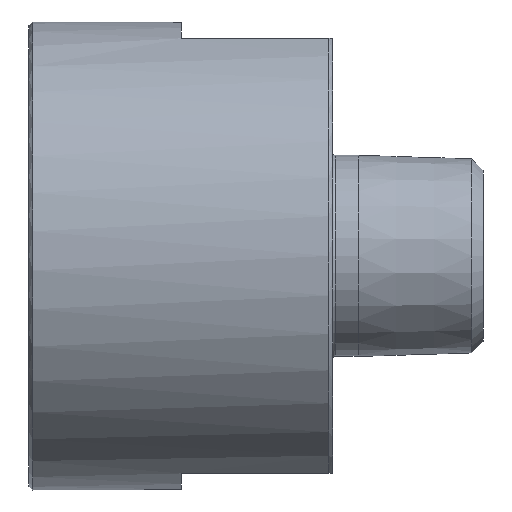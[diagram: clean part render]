
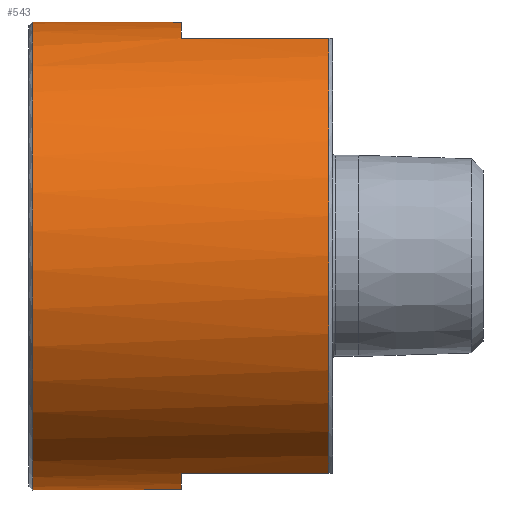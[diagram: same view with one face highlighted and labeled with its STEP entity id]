
A CAD part, front view. The second image highlights one B-rep face of the part: STEP entity #543.
In plain terms, the highlighted cylindrical face has radius 24.75 mm (diameter 49.5 mm), a full revolution.
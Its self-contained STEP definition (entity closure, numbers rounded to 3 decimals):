
#81 = CARTESIAN_POINT ( 'NONE',  ( 0.4, 0., 0. ) ) ;
#83 = FACE_OUTER_BOUND ( 'NONE', #12390, .T. ) ;
#243 = VERTEX_POINT ( 'NONE', #13911 ) ;
#247 = DIRECTION ( 'NONE',  ( -1., 0., 0. ) ) ;
#249 = CIRCLE ( 'NONE', #9947, 24.75 ) ;
#543 = ADVANCED_FACE ( 'NONE', ( #5571, #83 ), #1523, .T. ) ;
#633 = VERTEX_POINT ( 'NONE', #2907 ) ;
#676 = EDGE_CURVE ( 'NONE', #9038, #12595, #1797, .T. ) ;
#810 = AXIS2_PLACEMENT_3D ( 'NONE', #11111, #10099, #13351 ) ;
#838 = CARTESIAN_POINT ( 'NONE',  ( 16.09, 0., 0. ) ) ;
#1024 = ORIENTED_EDGE ( 'NONE', *, *, #1345, .T. ) ;
#1345 = EDGE_CURVE ( 'NONE', #243, #9038, #12800, .T. ) ;
#1523 = CYLINDRICAL_SURFACE ( 'NONE', #2859, 24.75 ) ;
#1706 = ORIENTED_EDGE ( 'NONE', *, *, #11927, .F. ) ;
#1797 = LINE ( 'NONE', #14078, #10896 ) ;
#1801 = AXIS2_PLACEMENT_3D ( 'NONE', #81, #5426, #9993 ) ;
#1821 = CARTESIAN_POINT ( 'NONE',  ( 31.69, 9.141, -23. ) ) ;
#1990 = CARTESIAN_POINT ( 'NONE',  ( 16.09, 9.141, -23. ) ) ;
#2277 = DIRECTION ( 'NONE',  ( 0., 0., 1. ) ) ;
#2351 = CARTESIAN_POINT ( 'NONE',  ( 0., 0., 0. ) ) ;
#2627 = ORIENTED_EDGE ( 'NONE', *, *, #676, .T. ) ;
#2682 = VERTEX_POINT ( 'NONE', #8987 ) ;
#2859 = AXIS2_PLACEMENT_3D ( 'NONE', #2351, #9176, #2277 ) ;
#2907 = CARTESIAN_POINT ( 'NONE',  ( 31.69, -9.141, 23. ) ) ;
#2976 = CIRCLE ( 'NONE', #1801, 24.75 ) ;
#3070 = CARTESIAN_POINT ( 'NONE',  ( 0.4, 0., -24.75 ) ) ;
#3334 = CARTESIAN_POINT ( 'NONE',  ( 0., 9.141, 23. ) ) ;
#3357 = EDGE_CURVE ( 'NONE', #2682, #633, #6575, .T. ) ;
#3497 = EDGE_LOOP ( 'NONE', ( #6743 ) ) ;
#3508 = DIRECTION ( 'NONE',  ( -1., 0., 0. ) ) ;
#4499 = EDGE_CURVE ( 'NONE', #7742, #7742, #2976, .T. ) ;
#4579 = VECTOR ( 'NONE', #247, 1000. ) ;
#4638 = DIRECTION ( 'NONE',  ( 0., 0., 1. ) ) ;
#5017 = CIRCLE ( 'NONE', #10570, 24.75 ) ;
#5034 = CARTESIAN_POINT ( 'NONE',  ( 16.09, 9.141, 23. ) ) ;
#5134 = ORIENTED_EDGE ( 'NONE', *, *, #7079, .T. ) ;
#5256 = EDGE_CURVE ( 'NONE', #633, #8908, #7036, .T. ) ;
#5426 = DIRECTION ( 'NONE',  ( 1., 0., 0. ) ) ;
#5545 = EDGE_CURVE ( 'NONE', #243, #10709, #5620, .T. ) ;
#5571 = FACE_OUTER_BOUND ( 'NONE', #3497, .T. ) ;
#5620 = LINE ( 'NONE', #3334, #9450 ) ;
#6344 = CARTESIAN_POINT ( 'NONE',  ( 0., -9.141, -23. ) ) ;
#6575 = CIRCLE ( 'NONE', #810, 24.75 ) ;
#6743 = ORIENTED_EDGE ( 'NONE', *, *, #4499, .T. ) ;
#7015 = ORIENTED_EDGE ( 'NONE', *, *, #5545, .F. ) ;
#7036 = LINE ( 'NONE', #13481, #4579 ) ;
#7079 = EDGE_CURVE ( 'NONE', #8908, #10709, #5017, .T. ) ;
#7346 = DIRECTION ( 'NONE',  ( -1., 0., 0. ) ) ;
#7509 = LINE ( 'NONE', #6344, #7611 ) ;
#7562 = DIRECTION ( 'NONE',  ( 0., 0., -1. ) ) ;
#7611 = VECTOR ( 'NONE', #10756, 1000. ) ;
#7742 = VERTEX_POINT ( 'NONE', #3070 ) ;
#8050 = CARTESIAN_POINT ( 'NONE',  ( 31.69, 0., 0. ) ) ;
#8908 = VERTEX_POINT ( 'NONE', #10725 ) ;
#8987 = CARTESIAN_POINT ( 'NONE',  ( 31.69, -9.141, -23. ) ) ;
#9038 = VERTEX_POINT ( 'NONE', #1821 ) ;
#9176 = DIRECTION ( 'NONE',  ( -1., 0., 0. ) ) ;
#9216 = CARTESIAN_POINT ( 'NONE',  ( 16.09, -9.141, -23. ) ) ;
#9450 = VECTOR ( 'NONE', #9972, 1000. ) ;
#9502 = VERTEX_POINT ( 'NONE', #9216 ) ;
#9727 = DIRECTION ( 'NONE',  ( -1., 0., 0. ) ) ;
#9798 = DIRECTION ( 'NONE',  ( 0., 0., -1. ) ) ;
#9947 = AXIS2_PLACEMENT_3D ( 'NONE', #10941, #9727, #9798 ) ;
#9972 = DIRECTION ( 'NONE',  ( -1., 0., 0. ) ) ;
#9993 = DIRECTION ( 'NONE',  ( 0., 0., -1. ) ) ;
#10023 = ORIENTED_EDGE ( 'NONE', *, *, #3357, .T. ) ;
#10099 = DIRECTION ( 'NONE',  ( -1., 0., 0. ) ) ;
#10570 = AXIS2_PLACEMENT_3D ( 'NONE', #838, #7346, #7562 ) ;
#10709 = VERTEX_POINT ( 'NONE', #5034 ) ;
#10725 = CARTESIAN_POINT ( 'NONE',  ( 16.09, -9.141, 23. ) ) ;
#10756 = DIRECTION ( 'NONE',  ( -1., 0., 0. ) ) ;
#10788 = ORIENTED_EDGE ( 'NONE', *, *, #13176, .T. ) ;
#10896 = VECTOR ( 'NONE', #11631, 1000. ) ;
#10941 = CARTESIAN_POINT ( 'NONE',  ( 16.09, 0., 0. ) ) ;
#11111 = CARTESIAN_POINT ( 'NONE',  ( 31.69, 0., 0. ) ) ;
#11631 = DIRECTION ( 'NONE',  ( -1., 0., 0. ) ) ;
#11927 = EDGE_CURVE ( 'NONE', #2682, #9502, #7509, .T. ) ;
#12147 = ORIENTED_EDGE ( 'NONE', *, *, #5256, .T. ) ;
#12390 = EDGE_LOOP ( 'NONE', ( #7015, #1024, #2627, #10788, #1706, #10023, #12147, #5134 ) ) ;
#12595 = VERTEX_POINT ( 'NONE', #1990 ) ;
#12800 = CIRCLE ( 'NONE', #14150, 24.75 ) ;
#13176 = EDGE_CURVE ( 'NONE', #12595, #9502, #249, .T. ) ;
#13351 = DIRECTION ( 'NONE',  ( 0., 0., 1. ) ) ;
#13481 = CARTESIAN_POINT ( 'NONE',  ( 0., -9.141, 23. ) ) ;
#13911 = CARTESIAN_POINT ( 'NONE',  ( 31.69, 9.141, 23. ) ) ;
#14078 = CARTESIAN_POINT ( 'NONE',  ( 0., 9.141, -23. ) ) ;
#14150 = AXIS2_PLACEMENT_3D ( 'NONE', #8050, #3508, #4638 ) ;
